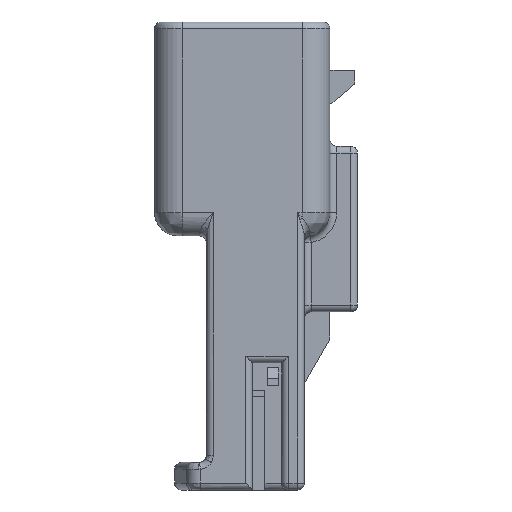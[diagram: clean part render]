
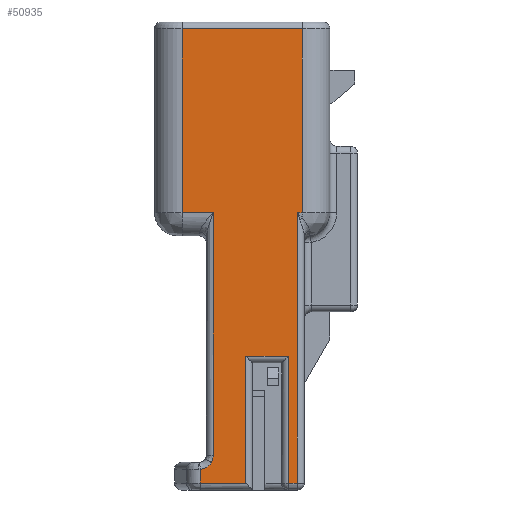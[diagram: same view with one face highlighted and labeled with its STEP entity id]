
A CAD part, left-side view. The second image highlights one B-rep face of the part: STEP entity #50935.
In plain terms, the highlighted planar face has unit normal (-1, 0, 0).
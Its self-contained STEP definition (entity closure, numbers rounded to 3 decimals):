
#1803=CARTESIAN_POINT('',(-15.9,2.234,-31.9));
#1804=CARTESIAN_POINT('',(-15.9,2.23,
-31.892));
#1805=CARTESIAN_POINT('',(-15.9,2.221,
-31.877));
#1806=CARTESIAN_POINT('',(-15.9,2.208,
-31.853));
#1807=CARTESIAN_POINT('',(-15.9,2.197,
-31.829));
#1808=CARTESIAN_POINT('',(-15.9,2.185,-31.805));
#1809=CARTESIAN_POINT('',(-15.9,2.175,-31.78));
#1810=CARTESIAN_POINT('',(-15.9,2.165,-31.755));
#1811=CARTESIAN_POINT('',(-15.9,2.156,-31.73));
#1812=CARTESIAN_POINT('',(-15.9,2.147,-31.705));
#1813=CARTESIAN_POINT('',(-15.9,2.14,-31.679));
#1814=CARTESIAN_POINT('',(-15.9,2.132,-31.653));
#1815=CARTESIAN_POINT('',(-15.9,2.126,-31.627));
#1816=CARTESIAN_POINT('',(-15.9,2.12,-31.601));
#1817=CARTESIAN_POINT('',(-15.9,2.115,-31.575));
#1818=CARTESIAN_POINT('',(-15.9,2.111,-31.548));
#1819=CARTESIAN_POINT('',(-15.9,2.107,-31.522));
#1820=CARTESIAN_POINT('',(-15.9,2.104,-31.495));
#1821=CARTESIAN_POINT('',(-15.9,2.102,
-31.469));
#1822=CARTESIAN_POINT('',(-15.9,2.101,
-31.444));
#1823=CARTESIAN_POINT('',(-15.9,2.1,
-31.423));
#1824=CARTESIAN_POINT('',(-15.9,2.1,
-31.408));
#1825=CARTESIAN_POINT('',(-15.9,2.1,
-31.4));
#1884=CARTESIAN_POINT('',(-15.9,2.1,-13.8));
#1938=DIRECTION('',(0.,0.,-1.));
#1939=VECTOR('',#1938,17.6);
#1940=CARTESIAN_POINT('',(-15.9,2.1,-13.8));
#1941=LINE('',#1940,#1939);
#4153=DIRECTION('',(0.,0.,1.));
#4154=VECTOR('',#4153,19.6);
#4155=CARTESIAN_POINT('',(-15.9,-4.,-33.4));
#4156=LINE('',#4155,#4154);
#21955=DIRECTION('',(0.,0.,1.));
#21956=VECTOR('',#21955,9.2);
#21957=CARTESIAN_POINT('',(-15.9,-0.25,-33.4));
#21958=LINE('',#21957,#21956);
#21962=DIRECTION('',(0.,-1.,0.));
#21963=VECTOR('',#21962,3.295);
#21964=CARTESIAN_POINT('',(-15.9,3.045,-33.4));
#21965=LINE('',#21964,#21963);
#21969=CARTESIAN_POINT('',(-15.9,3.1,-31.4));
#21970=DIRECTION('',(-1.,0.,0.));
#21971=DIRECTION('',(0.,-0.055,-0.998));
#21972=AXIS2_PLACEMENT_3D('',#21969,#21970,#21971);
#21977=DIRECTION('',(0.,1.,0.));
#21978=VECTOR('',#21977,2.25);
#21979=CARTESIAN_POINT('',(-15.9,2.1,-13.8));
#21980=LINE('',#21979,#21978);
#21984=DIRECTION('',(0.,0.,-1.));
#21985=VECTOR('',#21984,13.3);
#21986=CARTESIAN_POINT('',(-15.9,4.35,-0.5));
#21987=LINE('',#21986,#21985);
#21991=DIRECTION('',(0.,-1.,0.));
#21992=VECTOR('',#21991,8.7);
#21993=CARTESIAN_POINT('',(-15.9,4.35,-0.5));
#21994=LINE('',#21993,#21992);
#21998=DIRECTION('',(0.,1.,0.));
#21999=VECTOR('',#21998,0.35);
#22000=CARTESIAN_POINT('',(-15.9,-4.35,-13.8));
#22001=LINE('',#22000,#21999);
#22005=DIRECTION('',(0.,-1.,0.));
#22006=VECTOR('',#22005,0.65);
#22007=CARTESIAN_POINT('',(-15.9,-3.35,-33.4));
#22008=LINE('',#22007,#22006);
#22012=DIRECTION('',(0.,0.,-1.));
#22013=VECTOR('',#22012,9.2);
#22014=CARTESIAN_POINT('',(-15.9,-3.35,-24.2));
#22015=LINE('',#22014,#22013);
#22019=DIRECTION('',(0.,-1.,0.));
#22020=VECTOR('',#22019,3.1);
#22021=CARTESIAN_POINT('',(-15.9,-0.25,-24.2));
#22022=LINE('',#22021,#22020);
#22123=CARTESIAN_POINT('',(-15.9,-0.25,-24.2));
#22225=CARTESIAN_POINT('',(-15.9,-0.25,-33.4));
#22269=CARTESIAN_POINT('',(-15.9,3.045,
-32.398));
#22274=DIRECTION('',(0.,0.,1.));
#22275=VECTOR('',#22274,1.002);
#22276=CARTESIAN_POINT('',(-15.9,3.045,-33.4));
#22277=LINE('',#22276,#22275);
#22671=CARTESIAN_POINT('',(-15.9,-3.35,-24.2));
#23498=DIRECTION('',(0.,0.,-1.));
#23499=VECTOR('',#23498,13.3);
#23500=CARTESIAN_POINT('',(-15.9,-4.35,-0.5));
#23501=LINE('',#23500,#23499);
#23516=CARTESIAN_POINT('',(-15.9,-4.,-13.8));
#28881=VERTEX_POINT('',#22225);
#28883=VERTEX_POINT('',#22123);
#28902=CARTESIAN_POINT('',(-15.9,-3.35,-33.4));
#28903=VERTEX_POINT('',#28902);
#28905=VERTEX_POINT('',#22671);
#29333=CARTESIAN_POINT('',(-15.9,-4.35,-13.8));
#29335=VERTEX_POINT('',#29333);
#29354=CARTESIAN_POINT('',(-15.9,4.35,-13.8));
#29355=VERTEX_POINT('',#29354);
#29371=VERTEX_POINT('',#1884);
#29401=VERTEX_POINT('',#22269);
#29402=CARTESIAN_POINT('',(-15.9,2.234,-31.9));
#29403=VERTEX_POINT('',#29402);
#29404=CARTESIAN_POINT('',(-15.9,2.1,
-31.4));
#29405=VERTEX_POINT('',#29404);
#29420=CARTESIAN_POINT('',(-15.9,-4.,-33.4));
#29421=VERTEX_POINT('',#29420);
#29430=CARTESIAN_POINT('',(-15.9,3.045,-33.4));
#29431=VERTEX_POINT('',#29430);
#29482=CARTESIAN_POINT('',(-15.9,4.35,-0.5));
#29483=VERTEX_POINT('',#29482);
#29486=CARTESIAN_POINT('',(-15.9,-4.35,-0.5));
#29487=VERTEX_POINT('',#29486);
#29493=VERTEX_POINT('',#23516);
#50905=CARTESIAN_POINT('',(-15.9,4.35,0.));
#50906=DIRECTION('',(-1.,0.,0.));
#50907=DIRECTION('',(0.,-1.,0.));
#50908=AXIS2_PLACEMENT_3D('',#50905,#50906,#50907);
#50909=PLANE('',#50908);
#50911=ORIENTED_EDGE('',*,*,#50910,.F.);
#50913=ORIENTED_EDGE('',*,*,#50912,.F.);
#50915=ORIENTED_EDGE('',*,*,#50914,.T.);
#50917=ORIENTED_EDGE('',*,*,#50916,.T.);
#50918=ORIENTED_EDGE('',*,*,#34004,.T.);
#50919=ORIENTED_EDGE('',*,*,#34018,.F.);
#50920=ORIENTED_EDGE('',*,*,#34276,.T.);
#50921=ORIENTED_EDGE('',*,*,#50897,.F.);
#50922=ORIENTED_EDGE('',*,*,#33488,.T.);
#50924=ORIENTED_EDGE('',*,*,#50923,.T.);
#50926=ORIENTED_EDGE('',*,*,#50925,.T.);
#50927=ORIENTED_EDGE('',*,*,#36457,.F.);
#50928=ORIENTED_EDGE('',*,*,#36485,.F.);
#50930=ORIENTED_EDGE('',*,*,#50929,.F.);
#50932=ORIENTED_EDGE('',*,*,#50931,.F.);
#50933=EDGE_LOOP('',(#50911,#50913,#50915,#50917,#50918,#50919,#50920,#50921,
#50922,#50924,#50926,#50927,#50928,#50930,#50932));
#50934=FACE_OUTER_BOUND('',#50933,.F.);
#1826=B_SPLINE_CURVE_WITH_KNOTS('',3,(#1803,#1804,#1805,#1806,#1807,#1808,#1809,
#1810,#1811,#1812,#1813,#1814,#1815,#1816,#1817,#1818,#1819,#1820,#1821,#1822,
#1823,#1824,#1825),.UNSPECIFIED.,.F.,.F.,(4,1,1,1,1,1,1,1,1,1,1,1,1,1,1,1,1,1,1,
1,4),(0.,0.05,0.1,0.15,0.2,0.25,0.3,0.35,0.4,0.45,0.5,
0.55,0.6,0.65,0.7,0.75,0.8,0.85,0.9,0.95,1.),.UNSPECIFIED.);
#21973=CIRCLE('',#21972,1.);
#33488=EDGE_CURVE('',#29483,#29487,#21994,.T.);
#34004=EDGE_CURVE('',#29403,#29405,#1826,.T.);
#34018=EDGE_CURVE('',#29371,#29405,#1941,.T.);
#34276=EDGE_CURVE('',#29371,#29355,#21980,.T.);
#36457=EDGE_CURVE('',#29421,#29493,#4156,.T.);
#36485=EDGE_CURVE('',#28903,#29421,#22008,.T.);
#50897=EDGE_CURVE('',#29483,#29355,#21987,.T.);
#50910=EDGE_CURVE('',#28881,#28883,#21958,.T.);
#50912=EDGE_CURVE('',#29431,#28881,#21965,.T.);
#50914=EDGE_CURVE('',#29431,#29401,#22277,.T.);
#50916=EDGE_CURVE('',#29401,#29403,#21973,.T.);
#50923=EDGE_CURVE('',#29487,#29335,#23501,.T.);
#50925=EDGE_CURVE('',#29335,#29493,#22001,.T.);
#50929=EDGE_CURVE('',#28905,#28903,#22015,.T.);
#50931=EDGE_CURVE('',#28883,#28905,#22022,.T.);
#50935=ADVANCED_FACE('',(#50934),#50909,.T.);
